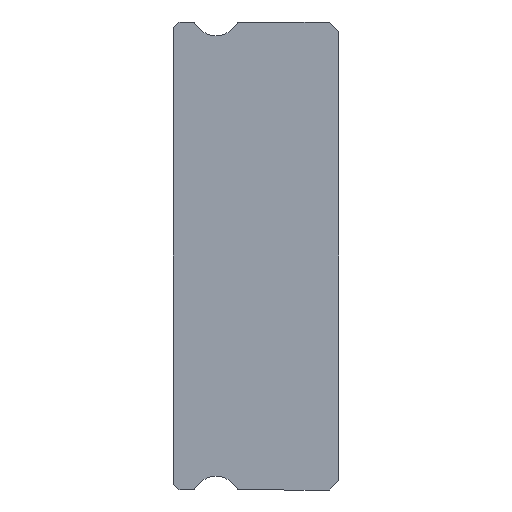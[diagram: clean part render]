
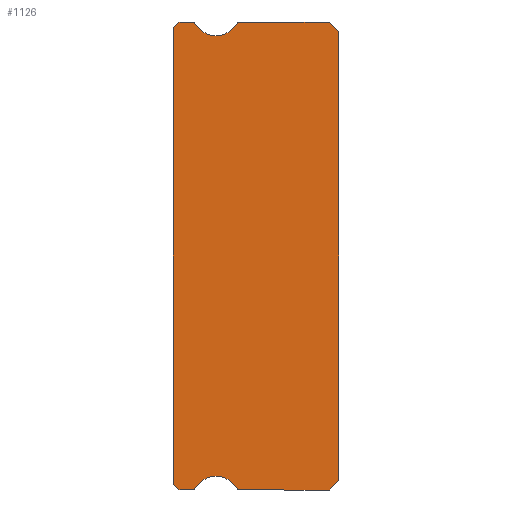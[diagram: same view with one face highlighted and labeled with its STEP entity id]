
A CAD part, left-side view. The second image highlights one B-rep face of the part: STEP entity #1126.
In plain terms, the highlighted planar face has unit normal (-1, 0, 0).
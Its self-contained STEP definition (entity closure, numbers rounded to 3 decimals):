
#1 = CARTESIAN_POINT ( 'NONE',  ( -20., 0., -11.5 ) ) ;
#25 = CARTESIAN_POINT ( 'NONE',  ( -20., 8.5, -11.7 ) ) ;
#31 = CARTESIAN_POINT ( 'NONE',  ( -20., 0.5, -12. ) ) ;
#37 = DIRECTION ( 'NONE',  ( 1., 0., 0. ) ) ;
#42 = CARTESIAN_POINT ( 'NONE',  ( -20., 5.088, 12. ) ) ;
#58 = ORIENTED_EDGE ( 'NONE', *, *, #1281, .T. ) ;
#65 = ORIENTED_EDGE ( 'NONE', *, *, #678, .T. ) ;
#74 = DIRECTION ( 'NONE',  ( 0., 0., 1. ) ) ;
#93 = CARTESIAN_POINT ( 'NONE',  ( -20., 7.512, 12. ) ) ;
#110 = VERTEX_POINT ( 'NONE', #579 ) ;
#120 = DIRECTION ( 'NONE',  ( 0., 0., -1. ) ) ;
#143 = ORIENTED_EDGE ( 'NONE', *, *, #756, .F. ) ;
#157 = AXIS2_PLACEMENT_3D ( 'NONE', #1199, #429, #1350 ) ;
#162 = CARTESIAN_POINT ( 'NONE',  ( -20., 7.512, -12. ) ) ;
#173 = VECTOR ( 'NONE', #1788, 1000. ) ;
#185 = DIRECTION ( 'NONE',  ( 1., 0., 0. ) ) ;
#196 = CARTESIAN_POINT ( 'NONE',  ( -20., 8.2, 12. ) ) ;
#205 = AXIS2_PLACEMENT_3D ( 'NONE', #1381, #1247, #807 ) ;
#213 = VECTOR ( 'NONE', #1738, 1000. ) ;
#227 = ORIENTED_EDGE ( 'NONE', *, *, #1469, .T. ) ;
#238 = VECTOR ( 'NONE', #74, 1000. ) ;
#248 = AXIS2_PLACEMENT_3D ( 'NONE', #1051, #578, #727 ) ;
#300 = VERTEX_POINT ( 'NONE', #31 ) ;
#311 = VECTOR ( 'NONE', #1188, 1000. ) ;
#320 = CIRCLE ( 'NONE', #1336, 1.25 ) ;
#342 = ORIENTED_EDGE ( 'NONE', *, *, #1597, .F. ) ;
#350 = VERTEX_POINT ( 'NONE', #42 ) ;
#361 = CARTESIAN_POINT ( 'NONE',  ( -20., 7.383, 11.925 ) ) ;
#367 = ORIENTED_EDGE ( 'NONE', *, *, #1012, .F. ) ;
#383 = LINE ( 'NONE', #997, #238 ) ;
#399 = CARTESIAN_POINT ( 'NONE',  ( -20., 5.217, 11.925 ) ) ;
#414 = CARTESIAN_POINT ( 'NONE',  ( -20., 7.512, -12. ) ) ;
#415 = AXIS2_PLACEMENT_3D ( 'NONE', #1866, #1261, #1732 ) ;
#426 = LINE ( 'NONE', #712, #311 ) ;
#429 = DIRECTION ( 'NONE',  ( 1., 0., 0. ) ) ;
#453 = DIRECTION ( 'NONE',  ( -1., 0., 0. ) ) ;
#509 = CARTESIAN_POINT ( 'NONE',  ( -20., 8.5, 11.7 ) ) ;
#540 = DIRECTION ( 'NONE',  ( 0., -1., 0. ) ) ;
#544 = VERTEX_POINT ( 'NONE', #1322 ) ;
#553 = VERTEX_POINT ( 'NONE', #1773 ) ;
#578 = DIRECTION ( 'NONE',  ( -1., 0., 0. ) ) ;
#579 = CARTESIAN_POINT ( 'NONE',  ( -20., 8.2, -12. ) ) ;
#581 = LINE ( 'NONE', #414, #1092 ) ;
#589 = ORIENTED_EDGE ( 'NONE', *, *, #1224, .F. ) ;
#592 = AXIS2_PLACEMENT_3D ( 'NONE', #1512, #37, #1532 ) ;
#636 = EDGE_CURVE ( 'NONE', #300, #544, #581, .T. ) ;
#660 = CIRCLE ( 'NONE', #1849, 0.15 ) ;
#665 = VECTOR ( 'NONE', #540, 1000. ) ;
#666 = CARTESIAN_POINT ( 'NONE',  ( -20., 8.5, 11.7 ) ) ;
#678 = EDGE_CURVE ( 'NONE', #110, #1200, #1781, .T. ) ;
#703 = VERTEX_POINT ( 'NONE', #1 ) ;
#712 = CARTESIAN_POINT ( 'NONE',  ( -20., 8.2, -12. ) ) ;
#727 = DIRECTION ( 'NONE',  ( 0., 0., -1. ) ) ;
#731 = EDGE_LOOP ( 'NONE', ( #1910, #813, #65, #589, #1295, #143, #1505, #1282, #58, #1489, #342, #367, #1861, #1021, #1631, #227, #1601 ) ) ;
#756 = EDGE_CURVE ( 'NONE', #544, #1218, #1392, .T. ) ;
#763 = CIRCLE ( 'NONE', #415, 0.15 ) ;
#766 = CARTESIAN_POINT ( 'NONE',  ( -20., 0.5, 12. ) ) ;
#807 = DIRECTION ( 'NONE',  ( 0., 0., -1. ) ) ;
#813 = ORIENTED_EDGE ( 'NONE', *, *, #1724, .T. ) ;
#818 = EDGE_CURVE ( 'NONE', #1011, #850, #1425, .T. ) ;
#850 = VERTEX_POINT ( 'NONE', #361 ) ;
#860 = DIRECTION ( 'NONE',  ( 0., 0.707, -0.707 ) ) ;
#874 = PLANE ( 'NONE',  #157 ) ;
#883 = CARTESIAN_POINT ( 'NONE',  ( -20., 0., -11.5 ) ) ;
#894 = CARTESIAN_POINT ( 'NONE',  ( -20., 7.383, -11.925 ) ) ;
#912 = VECTOR ( 'NONE', #1098, 1000. ) ;
#917 = DIRECTION ( 'NONE',  ( 0., 1., 0. ) ) ;
#930 = VERTEX_POINT ( 'NONE', #399 ) ;
#935 = EDGE_CURVE ( 'NONE', #1509, #1828, #383, .T. ) ;
#944 = CIRCLE ( 'NONE', #1007, 1.25 ) ;
#955 = CARTESIAN_POINT ( 'NONE',  ( -20., 0., 11.5 ) ) ;
#979 = VECTOR ( 'NONE', #860, 1000. ) ;
#984 = LINE ( 'NONE', #1715, #665 ) ;
#997 = CARTESIAN_POINT ( 'NONE',  ( -20., 8.5, 11.85 ) ) ;
#1000 = VERTEX_POINT ( 'NONE', #1853 ) ;
#1007 = AXIS2_PLACEMENT_3D ( 'NONE', #1180, #1912, #120 ) ;
#1011 = VERTEX_POINT ( 'NONE', #93 ) ;
#1012 = EDGE_CURVE ( 'NONE', #930, #350, #763, .T. ) ;
#1021 = ORIENTED_EDGE ( 'NONE', *, *, #1155, .F. ) ;
#1023 = CARTESIAN_POINT ( 'NONE',  ( -20., 6.3, 12.55 ) ) ;
#1045 = VERTEX_POINT ( 'NONE', #894 ) ;
#1051 = CARTESIAN_POINT ( 'NONE',  ( -20., 6.3, -12.55 ) ) ;
#1075 = DIRECTION ( 'NONE',  ( 0., 0., -1. ) ) ;
#1085 = CARTESIAN_POINT ( 'NONE',  ( -20., 5.217, -11.925 ) ) ;
#1092 = VECTOR ( 'NONE', #1176, 1000. ) ;
#1098 = DIRECTION ( 'NONE',  ( 0., 0., 1. ) ) ;
#1104 = EDGE_CURVE ( 'NONE', #1218, #1045, #1739, .T. ) ;
#1126 = ADVANCED_FACE ( 'NONE', ( #1752 ), #874, .F. ) ;
#1155 = EDGE_CURVE ( 'NONE', #850, #1000, #320, .T. ) ;
#1176 = DIRECTION ( 'NONE',  ( 0., 1., 0. ) ) ;
#1180 = CARTESIAN_POINT ( 'NONE',  ( -20., 6.3, 12.55 ) ) ;
#1188 = DIRECTION ( 'NONE',  ( 0., -0.707, -0.707 ) ) ;
#1199 = CARTESIAN_POINT ( 'NONE',  ( -20., 7.512, 11.85 ) ) ;
#1200 = VERTEX_POINT ( 'NONE', #162 ) ;
#1218 = VERTEX_POINT ( 'NONE', #1085 ) ;
#1224 = EDGE_CURVE ( 'NONE', #1045, #1200, #660, .T. ) ;
#1247 = DIRECTION ( 'NONE',  ( 1., 0., 0. ) ) ;
#1261 = DIRECTION ( 'NONE',  ( 1., 0., 0. ) ) ;
#1281 = EDGE_CURVE ( 'NONE', #703, #1467, #1791, .T. ) ;
#1282 = ORIENTED_EDGE ( 'NONE', *, *, #1688, .F. ) ;
#1290 = VERTEX_POINT ( 'NONE', #766 ) ;
#1295 = ORIENTED_EDGE ( 'NONE', *, *, #1104, .F. ) ;
#1322 = CARTESIAN_POINT ( 'NONE',  ( -20., 5.088, -12. ) ) ;
#1336 = AXIS2_PLACEMENT_3D ( 'NONE', #1023, #453, #1629 ) ;
#1350 = DIRECTION ( 'NONE',  ( 0., 0., -1. ) ) ;
#1351 = EDGE_CURVE ( 'NONE', #1000, #930, #944, .T. ) ;
#1370 = VECTOR ( 'NONE', #1534, 1000. ) ;
#1381 = CARTESIAN_POINT ( 'NONE',  ( -20., 5.088, -11.85 ) ) ;
#1392 = CIRCLE ( 'NONE', #205, 0.15 ) ;
#1425 = CIRCLE ( 'NONE', #592, 0.15 ) ;
#1427 = VECTOR ( 'NONE', #917, 1000. ) ;
#1467 = VERTEX_POINT ( 'NONE', #1656 ) ;
#1469 = EDGE_CURVE ( 'NONE', #1011, #553, #1819, .T. ) ;
#1489 = ORIENTED_EDGE ( 'NONE', *, *, #1764, .F. ) ;
#1505 = ORIENTED_EDGE ( 'NONE', *, *, #636, .F. ) ;
#1509 = VERTEX_POINT ( 'NONE', #25 ) ;
#1512 = CARTESIAN_POINT ( 'NONE',  ( -20., 7.512, 11.85 ) ) ;
#1532 = DIRECTION ( 'NONE',  ( 0., 0., -1. ) ) ;
#1534 = DIRECTION ( 'NONE',  ( 0., 0.707, -0.707 ) ) ;
#1597 = EDGE_CURVE ( 'NONE', #350, #1290, #984, .T. ) ;
#1601 = ORIENTED_EDGE ( 'NONE', *, *, #1858, .T. ) ;
#1627 = LINE ( 'NONE', #883, #979 ) ;
#1629 = DIRECTION ( 'NONE',  ( 0., 0., -1. ) ) ;
#1631 = ORIENTED_EDGE ( 'NONE', *, *, #818, .F. ) ;
#1656 = CARTESIAN_POINT ( 'NONE',  ( -20., 0., 11.5 ) ) ;
#1662 = CARTESIAN_POINT ( 'NONE',  ( -20., 7.512, -11.85 ) ) ;
#1683 = CARTESIAN_POINT ( 'NONE',  ( -20., 7.512, -12. ) ) ;
#1688 = EDGE_CURVE ( 'NONE', #703, #300, #1627, .T. ) ;
#1700 = LINE ( 'NONE', #666, #1370 ) ;
#1715 = CARTESIAN_POINT ( 'NONE',  ( -20., 7.512, 12. ) ) ;
#1724 = EDGE_CURVE ( 'NONE', #1509, #110, #426, .T. ) ;
#1732 = DIRECTION ( 'NONE',  ( 0., 0., -1. ) ) ;
#1738 = DIRECTION ( 'NONE',  ( 0., -0.707, -0.707 ) ) ;
#1739 = CIRCLE ( 'NONE', #248, 1.25 ) ;
#1752 = FACE_OUTER_BOUND ( 'NONE', #731, .T. ) ;
#1764 = EDGE_CURVE ( 'NONE', #1290, #1467, #1891, .T. ) ;
#1773 = CARTESIAN_POINT ( 'NONE',  ( -20., 8.2, 12. ) ) ;
#1781 = LINE ( 'NONE', #1683, #173 ) ;
#1788 = DIRECTION ( 'NONE',  ( 0., -1., 0. ) ) ;
#1791 = LINE ( 'NONE', #955, #912 ) ;
#1819 = LINE ( 'NONE', #196, #1427 ) ;
#1828 = VERTEX_POINT ( 'NONE', #509 ) ;
#1849 = AXIS2_PLACEMENT_3D ( 'NONE', #1662, #185, #1075 ) ;
#1853 = CARTESIAN_POINT ( 'NONE',  ( -20., 6.3, 11.3 ) ) ;
#1858 = EDGE_CURVE ( 'NONE', #553, #1828, #1700, .T. ) ;
#1861 = ORIENTED_EDGE ( 'NONE', *, *, #1351, .F. ) ;
#1866 = CARTESIAN_POINT ( 'NONE',  ( -20., 5.088, 11.85 ) ) ;
#1891 = LINE ( 'NONE', #1899, #213 ) ;
#1899 = CARTESIAN_POINT ( 'NONE',  ( -20., 0.5, 12. ) ) ;
#1910 = ORIENTED_EDGE ( 'NONE', *, *, #935, .F. ) ;
#1912 = DIRECTION ( 'NONE',  ( -1., 0., 0. ) ) ;
